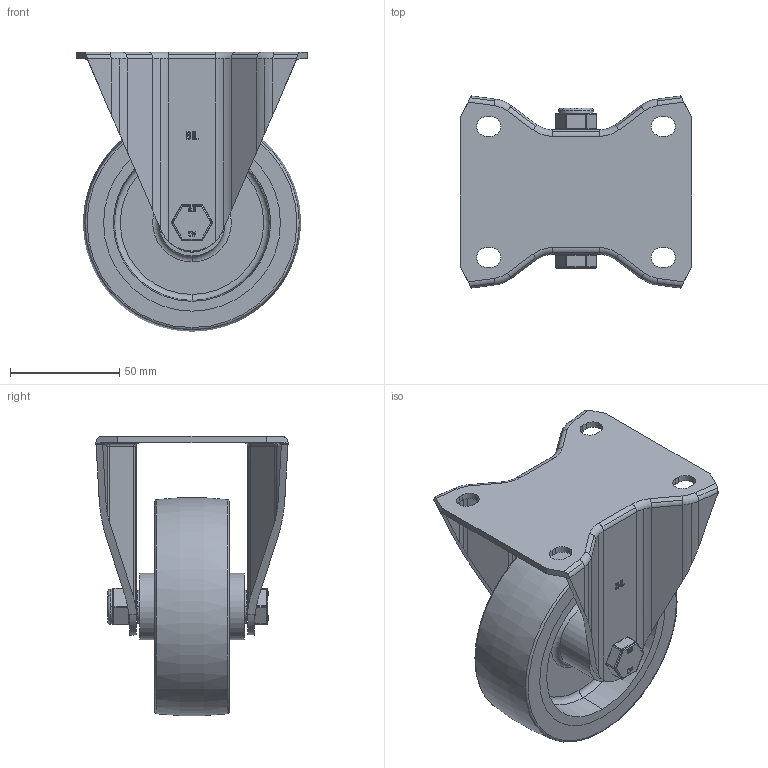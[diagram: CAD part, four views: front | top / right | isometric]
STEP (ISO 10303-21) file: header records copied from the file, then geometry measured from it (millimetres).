
FILE_DESCRIPTION(('STEP AP214'),'1');
FILE_NAME('BZEHF100NPB.STEP','2022-03-14T15:38:24',(' '),(' '),'Spatial InterOp 3D',' ',' ');
FILE_SCHEMA(('AUTOMOTIVE_DESIGN { 1 0 10303 214 1 1 1 1 }'));
Length unit declared in the file: metre
Products named in the file (20): BZHF100AS; ZINC PLATED, PRESSED STEEL BRACKET; BZEHF100NPB; TUBEM15X50; ZINC PLATED AXLE TUBE; BZH100WNPRB61; POLYURETHANE TYRE; NYLON RIM; NYLON RIM Geometry; CAP; ROLLER BEARING; CAGE; RIBS; Component4; HEXBOLTM10X65Z8.8FULL; GRADE 8.8 FULLY THREADED ZINC PLATED BOLT; NYLOC NUT; RUBBER; NUT; NYLOCM10Z
Assembly tree (26 placements, depth 5):
  BZEHF100NPB
    BZHF100AS
      ZINC PLATED, PRESSED STEEL BRACKET
    TUBEM15X50
      ZINC PLATED AXLE TUBE
    BZH100WNPRB61
      POLYURETHANE TYRE
      NYLON RIM
        NYLON RIM Geometry
        CAP
      ROLLER BEARING
        CAGE
        RIBS
          Component4  x8
    HEXBOLTM10X65Z8.8FULL
      GRADE 8.8 FULLY THREADED ZINC PLATED BOLT
    NYLOCM10Z
      NYLOC NUT
        RUBBER
        NUT
Bounding box: 106 x 88 x 127.89 mm (x, y, z)
Volume: 229928.7 mm3; surface area: 114872.8 mm2
Topology: 17 solids, 17 shells, 676 faces, 1764 edges, 1129 vertices
Faces by surface type: cylinder 340, plane 208, extrusion 50, sphere 36, torus 34, cone 6, bspline 2
Entity records: 33994 total; most frequent: CARTESIAN_POINT 17434, ORIENTED_EDGE 3416, DIRECTION 3302, EDGE_CURVE 1708, AXIS2_PLACEMENT_3D 1233, VERTEX_POINT 1087, VECTOR 836, LINE 786
